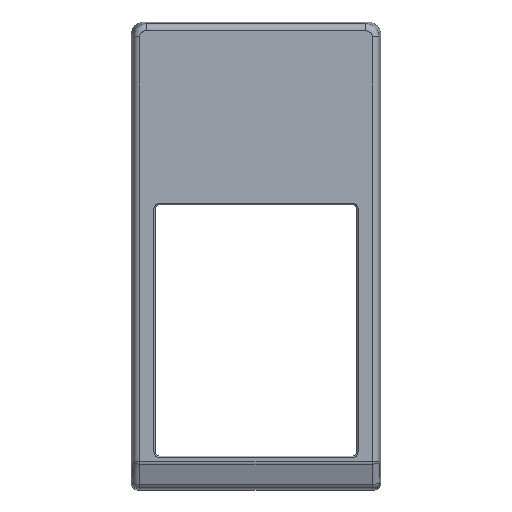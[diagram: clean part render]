
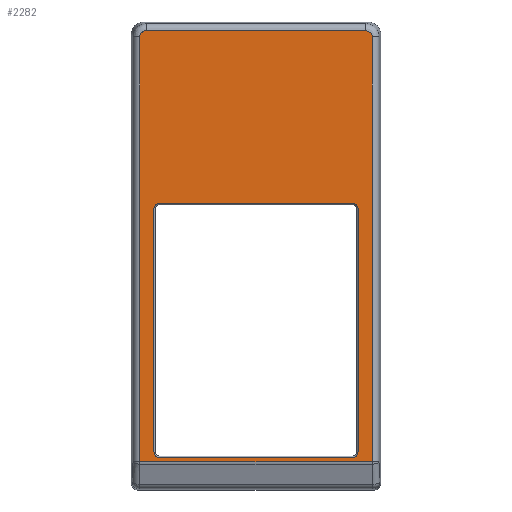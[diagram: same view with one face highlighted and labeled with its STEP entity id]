
A CAD part, top view. The second image highlights one B-rep face of the part: STEP entity #2282.
In plain terms, the highlighted planar face has unit normal (0, 0, 1).
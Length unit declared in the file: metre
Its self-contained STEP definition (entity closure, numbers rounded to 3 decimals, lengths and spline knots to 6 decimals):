
#153=ELLIPSE('',#2480,0.002418,0.0024);
#154=ELLIPSE('',#2481,0.002418,0.0024);
#199=LINE('',#3633,#364);
#200=LINE('',#3635,#365);
#201=LINE('',#3637,#366);
#202=LINE('',#3641,#367);
#203=LINE('',#3645,#368);
#204=LINE('',#3649,#369);
#205=LINE('',#3653,#370);
#206=LINE('',#3657,#371);
#364=VECTOR('',#2854,1.);
#365=VECTOR('',#2855,1.);
#366=VECTOR('',#2856,1.);
#367=VECTOR('',#2859,1.);
#368=VECTOR('',#2862,1.);
#369=VECTOR('',#2865,1.);
#370=VECTOR('',#2868,1.);
#371=VECTOR('',#2871,1.);
#567=ORIENTED_EDGE('',*,*,#1223,.T.);
#568=ORIENTED_EDGE('',*,*,#1224,.T.);
#569=ORIENTED_EDGE('',*,*,#1225,.T.);
#570=ORIENTED_EDGE('',*,*,#1226,.T.);
#571=ORIENTED_EDGE('',*,*,#1227,.T.);
#572=ORIENTED_EDGE('',*,*,#1228,.T.);
#573=ORIENTED_EDGE('',*,*,#1229,.T.);
#574=ORIENTED_EDGE('',*,*,#1230,.T.);
#575=ORIENTED_EDGE('',*,*,#1231,.T.);
#576=ORIENTED_EDGE('',*,*,#1232,.T.);
#577=ORIENTED_EDGE('',*,*,#1233,.T.);
#578=ORIENTED_EDGE('',*,*,#1234,.T.);
#579=ORIENTED_EDGE('',*,*,#1235,.T.);
#580=ORIENTED_EDGE('',*,*,#1236,.T.);
#1223=EDGE_CURVE('',#1550,#1551,#153,.F.);
#1224=EDGE_CURVE('',#1551,#1552,#199,.F.);
#1225=EDGE_CURVE('',#1552,#1553,#200,.F.);
#1226=EDGE_CURVE('',#1553,#1554,#201,.T.);
#1227=EDGE_CURVE('',#1554,#1555,#154,.F.);
#1228=EDGE_CURVE('',#1555,#1550,#202,.T.);
#1229=EDGE_CURVE('',#1556,#1557,#1742,.T.);
#1230=EDGE_CURVE('',#1557,#1558,#203,.T.);
#1231=EDGE_CURVE('',#1558,#1559,#1743,.T.);
#1232=EDGE_CURVE('',#1559,#1560,#204,.T.);
#1233=EDGE_CURVE('',#1560,#1561,#1744,.T.);
#1234=EDGE_CURVE('',#1561,#1562,#205,.T.);
#1235=EDGE_CURVE('',#1562,#1563,#1745,.T.);
#1236=EDGE_CURVE('',#1563,#1556,#206,.T.);
#1550=VERTEX_POINT('',#3631);
#1551=VERTEX_POINT('',#3632);
#1552=VERTEX_POINT('',#3634);
#1553=VERTEX_POINT('',#3636);
#1554=VERTEX_POINT('',#3638);
#1555=VERTEX_POINT('',#3640);
#1556=VERTEX_POINT('',#3643);
#1557=VERTEX_POINT('',#3644);
#1558=VERTEX_POINT('',#3646);
#1559=VERTEX_POINT('',#3648);
#1560=VERTEX_POINT('',#3650);
#1561=VERTEX_POINT('',#3652);
#1562=VERTEX_POINT('',#3654);
#1563=VERTEX_POINT('',#3656);
#1742=CIRCLE('',#2482,0.0021);
#1743=CIRCLE('',#2483,0.0021);
#1744=CIRCLE('',#2484,0.0021);
#1745=CIRCLE('',#2485,0.0021);
#1856=EDGE_LOOP('',(#567,#568,#569,#570,#571,#572));
#1857=EDGE_LOOP('',(#573,#574,#575,#576,#577,#578,#579,#580));
#2039=FACE_BOUND('',#1856,.T.);
#2040=FACE_BOUND('',#1857,.T.);
#2233=PLANE('',#2479);
#2282=ADVANCED_FACE('',(#2039,#2040),#2233,.F.);
#2479=AXIS2_PLACEMENT_3D('',#3629,#2850,#2851);
#2480=AXIS2_PLACEMENT_3D('',#3630,#2852,#2853);
#2481=AXIS2_PLACEMENT_3D('',#3639,#2857,#2858);
#2482=AXIS2_PLACEMENT_3D('',#3642,#2860,#2861);
#2483=AXIS2_PLACEMENT_3D('',#3647,#2863,#2864);
#2484=AXIS2_PLACEMENT_3D('',#3651,#2866,#2867);
#2485=AXIS2_PLACEMENT_3D('',#3655,#2869,#2870);
#2850=DIRECTION('',(0.,0.,-1.));
#2851=DIRECTION('',(0.,1.,0.));
#2852=DIRECTION('',(0.,0.,-1.));
#2853=DIRECTION('',(-0.707,0.707,0.));
#2854=DIRECTION('',(0.,1.,0.));
#2855=DIRECTION('',(-1.,0.,0.));
#2856=DIRECTION('',(0.,1.,0.));
#2857=DIRECTION('',(0.,0.,-1.));
#2858=DIRECTION('',(0.707,0.707,0.));
#2859=DIRECTION('',(-1.,0.,0.));
#2860=DIRECTION('',(0.,0.,-1.));
#2861=DIRECTION('',(0.,1.,0.));
#2862=DIRECTION('',(0.,-1.,0.));
#2863=DIRECTION('',(0.,0.,-1.));
#2864=DIRECTION('',(0.,1.,0.));
#2865=DIRECTION('',(-1.,0.,0.));
#2866=DIRECTION('',(0.,0.,-1.));
#2867=DIRECTION('',(0.,1.,0.));
#2868=DIRECTION('',(0.,1.,0.));
#2869=DIRECTION('',(0.,0.,-1.));
#2870=DIRECTION('',(0.,1.,0.));
#2871=DIRECTION('',(1.,0.,0.));
#3629=CARTESIAN_POINT('',(0.599115,-0.005015,0.));
#3630=CARTESIAN_POINT('',(0.39766,0.073853,0.));
#3631=CARTESIAN_POINT('',(0.397642,0.076262,0.));
#3632=CARTESIAN_POINT('',(0.395251,0.073871,0.));
#3633=CARTESIAN_POINT('',(0.395251,-0.005015,0.));
#3634=CARTESIAN_POINT('',(0.395251,-0.088196,0.));
#3635=CARTESIAN_POINT('',(0.599115,-0.088196,0.));
#3636=CARTESIAN_POINT('',(0.483886,-0.088196,0.));
#3637=CARTESIAN_POINT('',(0.483886,-0.005015,0.));
#3638=CARTESIAN_POINT('',(0.483886,0.073871,0.));
#3639=CARTESIAN_POINT('',(0.481477,0.073853,0.));
#3640=CARTESIAN_POINT('',(0.481495,0.076262,0.));
#3641=CARTESIAN_POINT('',(0.39785,0.076262,0.));
#3642=CARTESIAN_POINT('',(0.476419,0.008275,0.));
#3643=CARTESIAN_POINT('',(0.476419,0.010375,0.));
#3644=CARTESIAN_POINT('',(0.478519,0.008275,0.));
#3645=CARTESIAN_POINT('',(0.478519,-0.084475,0.));
#3646=CARTESIAN_POINT('',(0.478519,-0.084475,0.));
#3647=CARTESIAN_POINT('',(0.476419,-0.084475,0.));
#3648=CARTESIAN_POINT('',(0.476419,-0.086575,0.));
#3649=CARTESIAN_POINT('',(0.599115,-0.086575,0.));
#3650=CARTESIAN_POINT('',(0.402719,-0.086575,0.));
#3651=CARTESIAN_POINT('',(0.402719,-0.084475,0.));
#3652=CARTESIAN_POINT('',(0.400619,-0.084475,0.));
#3653=CARTESIAN_POINT('',(0.400619,-0.005015,0.));
#3654=CARTESIAN_POINT('',(0.400619,0.008275,0.));
#3655=CARTESIAN_POINT('',(0.402719,0.008275,0.));
#3656=CARTESIAN_POINT('',(0.402719,0.010375,0.));
#3657=CARTESIAN_POINT('',(0.476419,0.010375,0.));
